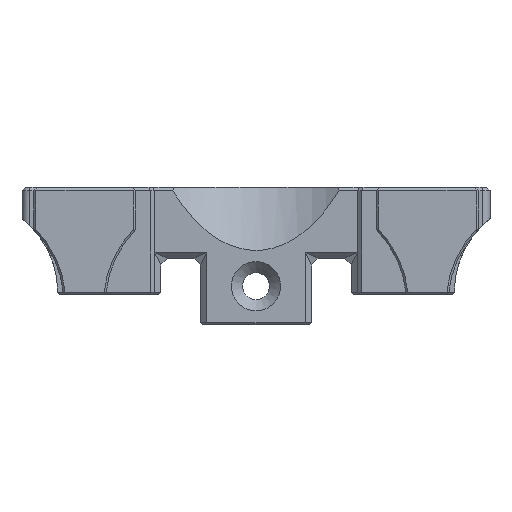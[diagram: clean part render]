
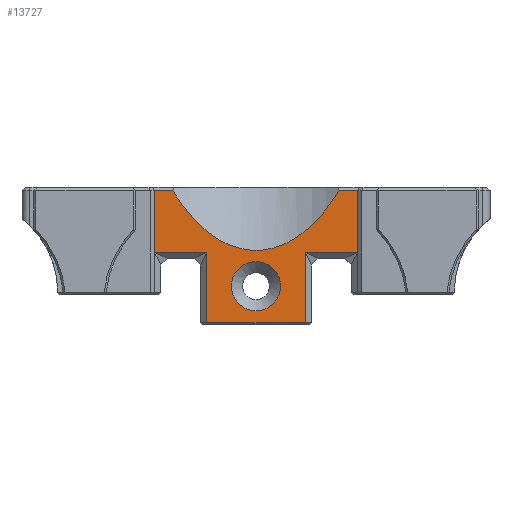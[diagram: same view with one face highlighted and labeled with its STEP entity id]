
A CAD part, front view. The second image highlights one B-rep face of the part: STEP entity #13727.
In plain terms, the highlighted planar face has unit normal (0, -1, 0).
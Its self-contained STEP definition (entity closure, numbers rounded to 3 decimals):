
#115=ELLIPSE('',#14557,33.018,16.509);
#357=FACE_BOUND('',#1857,.T.);
#697=CIRCLE('',#14558,3.1);
#1058=FACE_OUTER_BOUND('',#1856,.T.);
#1856=EDGE_LOOP('',(#9115,#9116,#9117,#9118,#9119,#9120,#9121,#9122,#9123,
#9124,#9125,#9126,#9127,#9128,#9129,#9130,#9131,#9132));
#1857=EDGE_LOOP('',(#9133));
#2786=LINE('',#19684,#4172);
#2790=LINE('',#19692,#4176);
#2791=LINE('',#19694,#4177);
#2792=LINE('',#19696,#4178);
#2793=LINE('',#19698,#4179);
#2794=LINE('',#19702,#4180);
#2795=LINE('',#19704,#4181);
#2796=LINE('',#19706,#4182);
#2797=LINE('',#19708,#4183);
#2798=LINE('',#19710,#4184);
#2799=LINE('',#19712,#4185);
#2800=LINE('',#19714,#4186);
#2801=LINE('',#19716,#4187);
#2802=LINE('',#19718,#4188);
#2803=LINE('',#19720,#4189);
#2804=LINE('',#19722,#4190);
#2805=LINE('',#19723,#4191);
#4172=VECTOR('',#15888,10.);
#4176=VECTOR('',#15894,10.);
#4177=VECTOR('',#15895,10.);
#4178=VECTOR('',#15896,10.);
#4179=VECTOR('',#15897,10.);
#4180=VECTOR('',#15900,10.);
#4181=VECTOR('',#15901,10.);
#4182=VECTOR('',#15902,10.);
#4183=VECTOR('',#15903,10.);
#4184=VECTOR('',#15904,10.);
#4185=VECTOR('',#15905,10.);
#4186=VECTOR('',#15906,10.);
#4187=VECTOR('',#15907,10.);
#4188=VECTOR('',#15908,10.);
#4189=VECTOR('',#15909,10.);
#4190=VECTOR('',#15910,10.);
#4191=VECTOR('',#15911,10.);
#5550=VERTEX_POINT('',#19682);
#5551=VERTEX_POINT('',#19683);
#5554=VERTEX_POINT('',#19691);
#5555=VERTEX_POINT('',#19693);
#5556=VERTEX_POINT('',#19695);
#5557=VERTEX_POINT('',#19697);
#5558=VERTEX_POINT('',#19699);
#5559=VERTEX_POINT('',#19701);
#5560=VERTEX_POINT('',#19703);
#5561=VERTEX_POINT('',#19705);
#5562=VERTEX_POINT('',#19707);
#5563=VERTEX_POINT('',#19709);
#5564=VERTEX_POINT('',#19711);
#5565=VERTEX_POINT('',#19713);
#5566=VERTEX_POINT('',#19715);
#5567=VERTEX_POINT('',#19717);
#5568=VERTEX_POINT('',#19719);
#5569=VERTEX_POINT('',#19721);
#5570=VERTEX_POINT('',#19724);
#6943=EDGE_CURVE('',#5550,#5551,#2786,.T.);
#6947=EDGE_CURVE('',#5554,#5550,#2790,.T.);
#6948=EDGE_CURVE('',#5555,#5554,#2791,.F.);
#6949=EDGE_CURVE('',#5555,#5556,#2792,.T.);
#6950=EDGE_CURVE('',#5557,#5556,#2793,.T.);
#6951=EDGE_CURVE('',#5557,#5558,#115,.T.);
#6952=EDGE_CURVE('',#5558,#5559,#2794,.T.);
#6953=EDGE_CURVE('',#5560,#5559,#2795,.T.);
#6954=EDGE_CURVE('',#5561,#5560,#2796,.F.);
#6955=EDGE_CURVE('',#5562,#5561,#2797,.T.);
#6956=EDGE_CURVE('',#5563,#5562,#2798,.T.);
#6957=EDGE_CURVE('',#5564,#5563,#2799,.T.);
#6958=EDGE_CURVE('',#5565,#5564,#2800,.T.);
#6959=EDGE_CURVE('',#5566,#5565,#2801,.T.);
#6960=EDGE_CURVE('',#5567,#5566,#2802,.T.);
#6961=EDGE_CURVE('',#5568,#5567,#2803,.T.);
#6962=EDGE_CURVE('',#5569,#5568,#2804,.T.);
#6963=EDGE_CURVE('',#5551,#5569,#2805,.T.);
#6964=EDGE_CURVE('',#5570,#5570,#697,.T.);
#9115=ORIENTED_EDGE('',*,*,#6943,.F.);
#9116=ORIENTED_EDGE('',*,*,#6947,.F.);
#9117=ORIENTED_EDGE('',*,*,#6948,.F.);
#9118=ORIENTED_EDGE('',*,*,#6949,.T.);
#9119=ORIENTED_EDGE('',*,*,#6950,.F.);
#9120=ORIENTED_EDGE('',*,*,#6951,.T.);
#9121=ORIENTED_EDGE('',*,*,#6952,.T.);
#9122=ORIENTED_EDGE('',*,*,#6953,.F.);
#9123=ORIENTED_EDGE('',*,*,#6954,.F.);
#9124=ORIENTED_EDGE('',*,*,#6955,.F.);
#9125=ORIENTED_EDGE('',*,*,#6956,.F.);
#9126=ORIENTED_EDGE('',*,*,#6957,.F.);
#9127=ORIENTED_EDGE('',*,*,#6958,.F.);
#9128=ORIENTED_EDGE('',*,*,#6959,.F.);
#9129=ORIENTED_EDGE('',*,*,#6960,.F.);
#9130=ORIENTED_EDGE('',*,*,#6961,.F.);
#9131=ORIENTED_EDGE('',*,*,#6962,.F.);
#9132=ORIENTED_EDGE('',*,*,#6963,.F.);
#9133=ORIENTED_EDGE('',*,*,#6964,.F.);
#13157=PLANE('',#14556);
#13727=ADVANCED_FACE('',(#1058,#357),#13157,.T.);
#14556=AXIS2_PLACEMENT_3D('',#19690,#15892,#15893);
#14557=AXIS2_PLACEMENT_3D('',#19700,#15898,#15899);
#14558=AXIS2_PLACEMENT_3D('',#19725,#15912,#15913);
#15888=DIRECTION('',(-0.816,0.,0.577));
#15892=DIRECTION('center_axis',(0.,-1.,0.));
#15893=DIRECTION('ref_axis',(0.,0.,1.));
#15894=DIRECTION('',(-1.,0.,0.));
#15895=DIRECTION('',(-0.816,0.,0.577));
#15896=DIRECTION('',(0.,0.,1.));
#15897=DIRECTION('',(1.,0.,0.));
#15898=DIRECTION('center_axis',(0.,1.,0.));
#15899=DIRECTION('ref_axis',(0.,0.,-1.));
#15900=DIRECTION('',(-1.,0.,0.));
#15901=DIRECTION('',(0.,0.,1.));
#15902=DIRECTION('',(-0.816,0.,-0.577));
#15903=DIRECTION('',(-1.,0.,0.));
#15904=DIRECTION('',(-0.816,0.,-0.577));
#15905=DIRECTION('',(0.,0.,-1.));
#15906=DIRECTION('',(-1.,0.,0.));
#15907=DIRECTION('',(0.,0.,1.));
#15908=DIRECTION('',(-1.,0.,0.));
#15909=DIRECTION('',(0.,0.,-1.));
#15910=DIRECTION('',(-1.,0.,0.));
#15911=DIRECTION('',(0.,0.,1.));
#15912=DIRECTION('center_axis',(0.,-1.,0.));
#15913=DIRECTION('ref_axis',(0.,0.,-1.));
#19682=CARTESIAN_POINT('',(13.172,-199.517,2.5));
#19683=CARTESIAN_POINT('',(12.818,-199.517,2.75));
#19684=CARTESIAN_POINT('',(10.303,-199.517,4.529));
#19690=CARTESIAN_POINT('Origin',(15.,-199.517,16.));
#19691=CARTESIAN_POINT('',(13.172,-199.517,2.5));
#19692=CARTESIAN_POINT('',(12.,-199.517,2.5));
#19693=CARTESIAN_POINT('',(12.819,-199.517,2.75));
#19694=CARTESIAN_POINT('',(10.372,-199.517,4.48));
#19695=CARTESIAN_POINT('',(12.819,-199.517,15.55));
#19696=CARTESIAN_POINT('',(12.819,-199.517,2.5));
#19697=CARTESIAN_POINT('',(10.49,-199.517,15.55));
#19698=CARTESIAN_POINT('',(-1.75,-199.517,15.55));
#19699=CARTESIAN_POINT('',(-10.49,-199.517,15.55));
#19700=CARTESIAN_POINT('Origin',(0.,-199.517,41.047));
#19701=CARTESIAN_POINT('',(-12.819,-199.517,15.55));
#19702=CARTESIAN_POINT('',(1.75,-199.517,15.55));
#19703=CARTESIAN_POINT('',(-12.819,-199.517,2.75));
#19704=CARTESIAN_POINT('',(-12.819,-199.517,2.5));
#19705=CARTESIAN_POINT('',(-13.172,-199.517,2.5));
#19706=CARTESIAN_POINT('',(-0.372,-199.517,11.551));
#19707=CARTESIAN_POINT('',(-13.172,-199.517,2.5));
#19708=CARTESIAN_POINT('',(-12.819,-199.517,2.5));
#19709=CARTESIAN_POINT('',(-12.818,-199.517,2.75));
#19710=CARTESIAN_POINT('',(-0.304,-199.517,11.6));
#19711=CARTESIAN_POINT('',(-12.818,-199.517,7.819));
#19712=CARTESIAN_POINT('',(-12.818,-199.517,11.5));
#19713=CARTESIAN_POINT('',(-6.181,-199.517,7.819));
#19714=CARTESIAN_POINT('',(4.65,-199.517,7.819));
#19715=CARTESIAN_POINT('',(-6.181,-199.517,-1.12));
#19716=CARTESIAN_POINT('',(-6.181,-199.517,10.25));
#19717=CARTESIAN_POINT('',(6.181,-199.517,-1.12));
#19718=CARTESIAN_POINT('',(7.5,-199.517,-1.12));
#19719=CARTESIAN_POINT('',(6.181,-199.517,7.819));
#19720=CARTESIAN_POINT('',(6.181,-199.517,10.25));
#19721=CARTESIAN_POINT('',(12.818,-199.517,7.819));
#19722=CARTESIAN_POINT('',(4.65,-199.517,7.819));
#19723=CARTESIAN_POINT('',(12.818,-199.517,11.5));
#19724=CARTESIAN_POINT('',(0.,-199.517,6.6));
#19725=CARTESIAN_POINT('Origin',(0.,-199.517,3.5));
